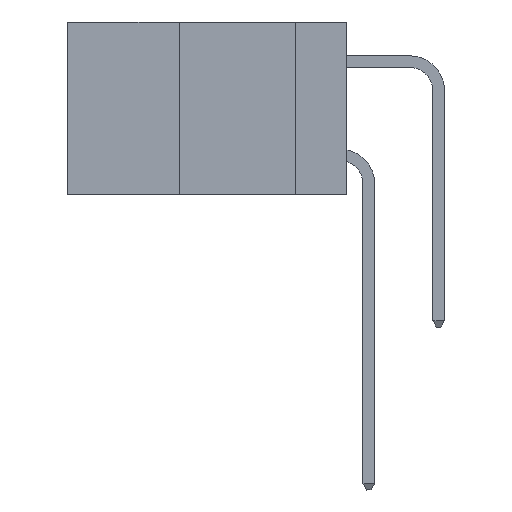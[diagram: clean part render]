
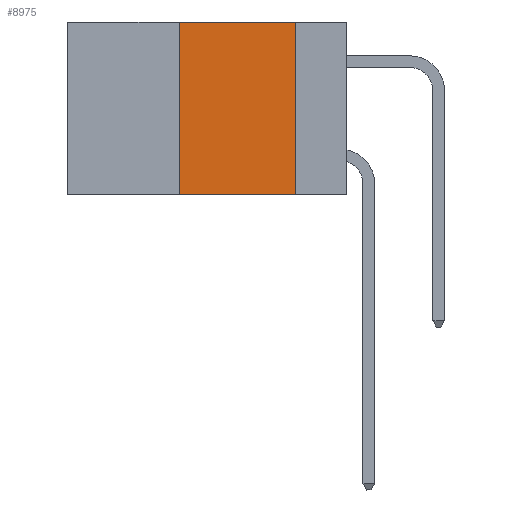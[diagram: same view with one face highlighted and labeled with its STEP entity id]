
A CAD part, left-side view. The second image highlights one B-rep face of the part: STEP entity #8975.
In plain terms, the highlighted planar face has unit normal (-1, 0, 0).
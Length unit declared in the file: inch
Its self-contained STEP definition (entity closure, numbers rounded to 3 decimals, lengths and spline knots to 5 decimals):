
#633 = VECTOR ( 'NONE', #18836, 39.37008 ) ;
#1362 = LINE ( 'NONE', #4608, #633 ) ;
#1789 = ORIENTED_EDGE ( 'NONE', *, *, #4515, .F. ) ;
#1802 = EDGE_CURVE ( 'NONE', #18566, #26712, #1362, .T. ) ;
#2746 = LINE ( 'NONE', #17988, #20594 ) ;
#2950 = VECTOR ( 'NONE', #14180, 39.37008 ) ;
#4515 = EDGE_CURVE ( 'NONE', #19644, #22131, #21232, .T. ) ;
#4608 = CARTESIAN_POINT ( 'NONE',  ( 0., 0.6, -0.37 ) ) ;
#5740 = CARTESIAN_POINT ( 'NONE',  ( 0., 0.6, 0. ) ) ;
#7009 = ORIENTED_EDGE ( 'NONE', *, *, #1802, .T. ) ;
#8407 = FACE_OUTER_BOUND ( 'NONE', #29252, .T. ) ;
#8975 = ADVANCED_FACE ( 'NONE', ( #8407 ), #19886, .F. ) ;
#9095 = CARTESIAN_POINT ( 'NONE',  ( 0., 0.11, 0. ) ) ;
#9157 = DIRECTION ( 'NONE',  ( 0., -1., 0. ) ) ;
#12866 = DIRECTION ( 'NONE',  ( 0., 0., -1. ) ) ;
#14062 = EDGE_CURVE ( 'NONE', #22131, #26712, #21534, .T. ) ;
#14180 = DIRECTION ( 'NONE',  ( 0., 0., -1. ) ) ;
#15032 = VECTOR ( 'NONE', #9157, 39.37008 ) ;
#17988 = CARTESIAN_POINT ( 'NONE',  ( 0., 0.36, 0. ) ) ;
#18566 = VERTEX_POINT ( 'NONE', #24493 ) ;
#18836 = DIRECTION ( 'NONE',  ( 0., -1., 0. ) ) ;
#19153 = CARTESIAN_POINT ( 'NONE',  ( 0., 0.36, 0. ) ) ;
#19644 = VERTEX_POINT ( 'NONE', #19153 ) ;
#19886 = PLANE ( 'NONE',  #27288 ) ;
#20594 = VECTOR ( 'NONE', #29565, 39.37008 ) ;
#21020 = CARTESIAN_POINT ( 'NONE',  ( 0., 0.11, 0. ) ) ;
#21232 = LINE ( 'NONE', #23261, #15032 ) ;
#21534 = LINE ( 'NONE', #21020, #2950 ) ;
#22131 = VERTEX_POINT ( 'NONE', #9095 ) ;
#23115 = ORIENTED_EDGE ( 'NONE', *, *, #14062, .F. ) ;
#23261 = CARTESIAN_POINT ( 'NONE',  ( 0., 0.6, 0. ) ) ;
#23838 = EDGE_CURVE ( 'NONE', #18566, #19644, #2746, .T. ) ;
#24462 = ORIENTED_EDGE ( 'NONE', *, *, #23838, .F. ) ;
#24493 = CARTESIAN_POINT ( 'NONE',  ( 0., 0.36, -0.37 ) ) ;
#26712 = VERTEX_POINT ( 'NONE', #27409 ) ;
#27288 = AXIS2_PLACEMENT_3D ( 'NONE', #5740, #29319, #12866 ) ;
#27409 = CARTESIAN_POINT ( 'NONE',  ( 0., 0.11, -0.37 ) ) ;
#29252 = EDGE_LOOP ( 'NONE', ( #23115, #1789, #24462, #7009 ) ) ;
#29319 = DIRECTION ( 'NONE',  ( 1., 0., 0. ) ) ;
#29565 = DIRECTION ( 'NONE',  ( 0., 0., 1. ) ) ;
